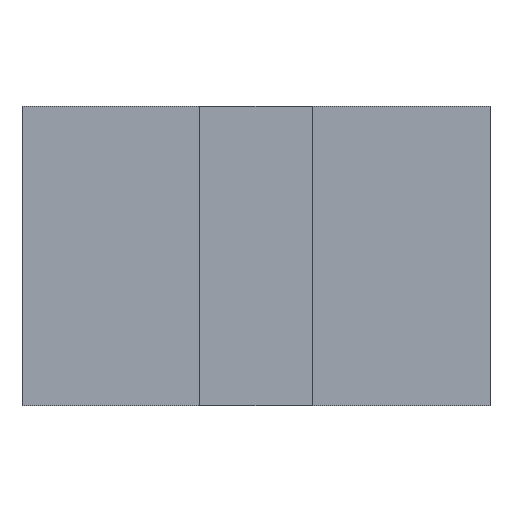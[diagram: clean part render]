
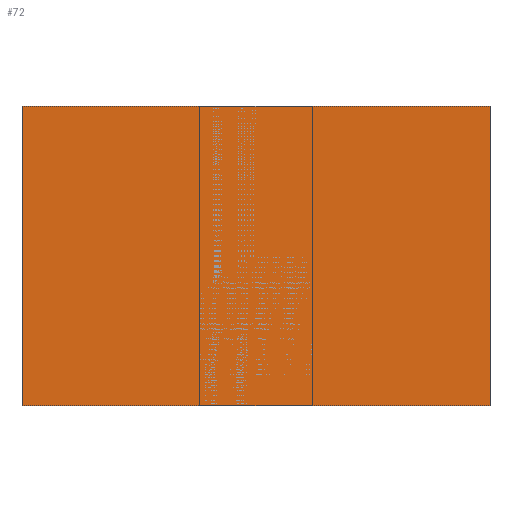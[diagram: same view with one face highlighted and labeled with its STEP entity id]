
A CAD part, front view. The second image highlights one B-rep face of the part: STEP entity #72.
In plain terms, the highlighted planar face has unit normal (0, -1, 0).
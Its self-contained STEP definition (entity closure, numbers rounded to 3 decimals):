
#72=ADVANCED_FACE('',(#172),#173,.F.);
#172=FACE_OUTER_BOUND('',#301,.T.);
#173=PLANE('',#302);
#301=EDGE_LOOP('',(#426,#427,#428,#429));
#302=AXIS2_PLACEMENT_3D('',#430,#431,#432);
#426=ORIENTED_EDGE('',*,*,#719,.T.);
#427=ORIENTED_EDGE('',*,*,#715,.F.);
#428=ORIENTED_EDGE('',*,*,#720,.F.);
#429=ORIENTED_EDGE('',*,*,#712,.F.);
#430=CARTESIAN_POINT('',(0.625,0.0,0.4));
#431=DIRECTION('',(0.0,1.0,0.0));
#432=DIRECTION('',(0.0,0.0,1.0));
#712=EDGE_CURVE('',#890,#885,#892,.T.);
#715=EDGE_CURVE('',#895,#897,#898,.T.);
#719=EDGE_CURVE('',#890,#897,#903,.T.);
#720=EDGE_CURVE('',#885,#895,#904,.T.);
#885=VERTEX_POINT('',#1193);
#890=VERTEX_POINT('',#1200);
#892=LINE('',#1203,#1204);
#895=VERTEX_POINT('',#1207);
#897=VERTEX_POINT('',#1210);
#898=LINE('',#1211,#1212);
#903=LINE('',#1219,#1220);
#904=LINE('',#1221,#1222);
#1193=CARTESIAN_POINT('',(1.25,0.0,0.8));
#1200=CARTESIAN_POINT('',(0.0,0.0,0.8));
#1203=CARTESIAN_POINT('',(0.625,0.0,0.8));
#1204=VECTOR('',#1639,1.0);
#1207=CARTESIAN_POINT('',(1.25,0.0,0.0));
#1210=CARTESIAN_POINT('',(0.0,0.0,0.0));
#1211=CARTESIAN_POINT('',(0.625,0.0,0.0));
#1212=VECTOR('',#1641,1.0);
#1219=CARTESIAN_POINT('',(0.0,0.0,0.4));
#1220=VECTOR('',#1644,1.0);
#1221=CARTESIAN_POINT('',(1.25,0.0,0.4));
#1222=VECTOR('',#1645,1.0);
#1639=DIRECTION('',(1.0,0.0,0.0));
#1641=DIRECTION('',(-1.0,0.0,0.0));
#1644=DIRECTION('',(0.0,0.0,-1.0));
#1645=DIRECTION('',(0.0,0.0,-1.0));
